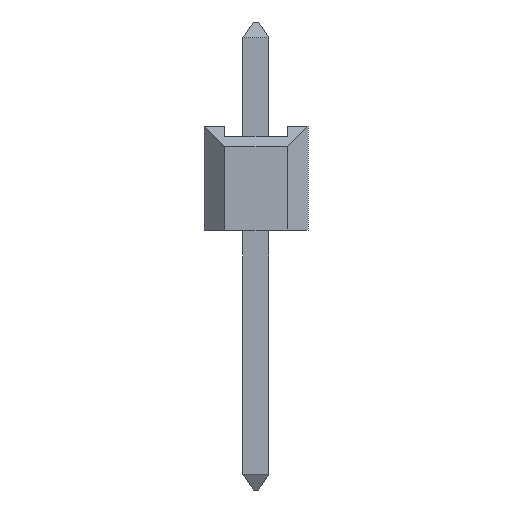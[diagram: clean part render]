
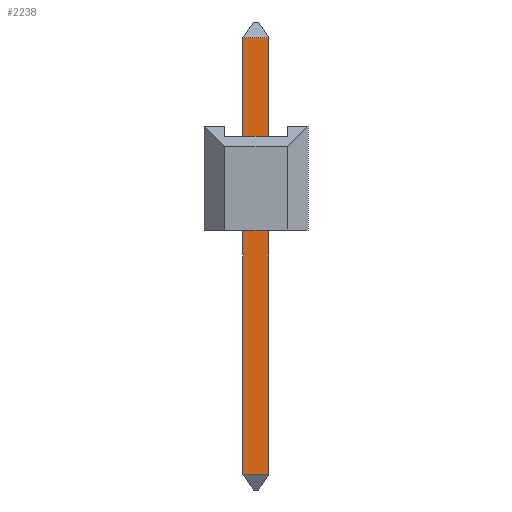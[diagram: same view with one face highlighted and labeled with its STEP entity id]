
A CAD part, front view. The second image highlights one B-rep face of the part: STEP entity #2238.
In plain terms, the highlighted planar face has unit normal (0, -1, 0).
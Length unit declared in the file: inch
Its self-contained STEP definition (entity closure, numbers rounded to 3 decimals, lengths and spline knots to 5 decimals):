
#2238=ADVANCED_FACE('',(#2772),#2510,.T.);
#2510=PLANE('',#6831);
#2772=FACE_OUTER_BOUND('',#3048,.T.);
#3048=EDGE_LOOP('',(#3903,#3904,#3905,#3906));
#3903=ORIENTED_EDGE('',*,*,#5163,.T.);
#3904=ORIENTED_EDGE('',*,*,#5171,.T.);
#3905=ORIENTED_EDGE('',*,*,#5168,.F.);
#3906=ORIENTED_EDGE('',*,*,#5172,.T.);
#4641=VERTEX_POINT('',#8861);
#4642=VERTEX_POINT('',#8863);
#4645=VERTEX_POINT('',#8873);
#4646=VERTEX_POINT('',#8874);
#5163=EDGE_CURVE('',#4642,#4641,#5787,.T.);
#5168=EDGE_CURVE('',#4645,#4646,#5792,.T.);
#5171=EDGE_CURVE('',#4641,#4646,#5795,.T.);
#5172=EDGE_CURVE('',#4645,#4642,#5796,.T.);
#5787=LINE('',#8862,#6411);
#5792=LINE('',#8872,#6416);
#5795=LINE('',#8878,#6419);
#5796=LINE('',#8879,#6420);
#6411=VECTOR('',#7622,1.);
#6416=VECTOR('',#7631,1.);
#6419=VECTOR('',#7636,1.);
#6420=VECTOR('',#7637,1.);
#6831=AXIS2_PLACEMENT_3D('',#8880,#7638,#7639);
#7622=DIRECTION('',(0.,0.,-1.));
#7631=DIRECTION('',(0.,0.,-1.));
#7636=DIRECTION('',(1.,0.,0.));
#7637=DIRECTION('',(-1.,0.,0.));
#7638=DIRECTION('',(0.,-1.,0.));
#7639=DIRECTION('',(0.,0.,-1.));
#8861=CARTESIAN_POINT('',(-0.0125,-0.0125,-0.235));
#8862=CARTESIAN_POINT('',(-0.0125,-0.0125,0.2));
#8863=CARTESIAN_POINT('',(-0.0125,-0.0125,0.185));
#8872=CARTESIAN_POINT('',(0.0125,-0.0125,0.2));
#8873=CARTESIAN_POINT('',(0.0125,-0.0125,0.185));
#8874=CARTESIAN_POINT('',(0.0125,-0.0125,-0.235));
#8878=CARTESIAN_POINT('',(0.0125,-0.0125,-0.235));
#8879=CARTESIAN_POINT('',(-0.0125,-0.0125,0.185));
#8880=CARTESIAN_POINT('',(0.0125,-0.0125,0.2));
